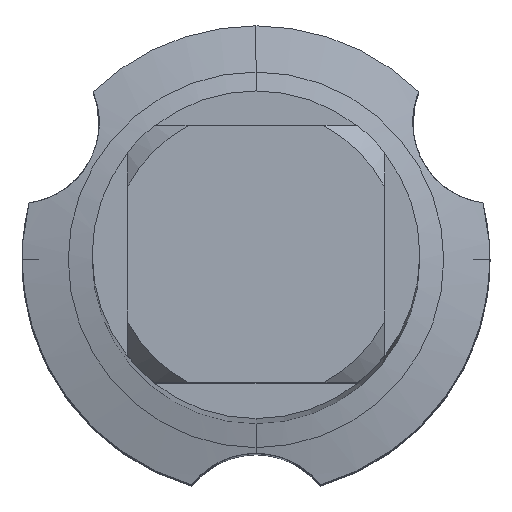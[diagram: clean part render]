
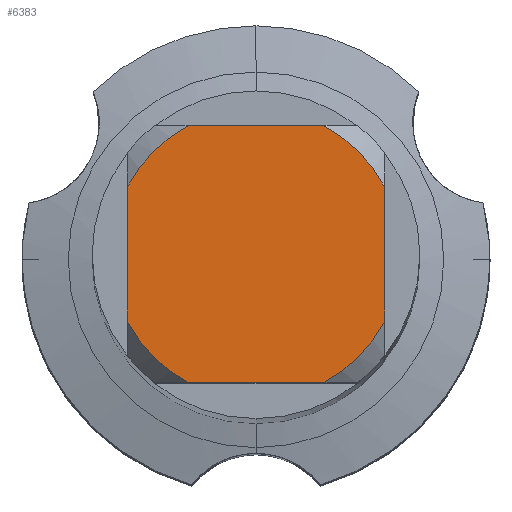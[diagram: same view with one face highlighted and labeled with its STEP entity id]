
A CAD part, top view. The second image highlights one B-rep face of the part: STEP entity #6383.
In plain terms, the highlighted planar face has unit normal (0, 0, 1).
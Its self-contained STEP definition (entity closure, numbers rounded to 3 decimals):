
#2489=VERTEX_POINT('',#7380);
#2675=EDGE_CURVE('',#5339,#2489,#7588,.T.);
#3007=EDGE_CURVE('',#4129,#7167,#7950,.T.);
#3129=EDGE_CURVE('',#6087,#3357,#8083,.T.);
#3357=VERTEX_POINT('',#8334);
#4129=VERTEX_POINT('',#9179);
#4157=EDGE_CURVE('',#4129,#6789,#9208,.T.);
#4375=EDGE_CURVE('',#5339,#3357,#9440,.T.);
#4761=VERTEX_POINT('',#9858);
#5339=VERTEX_POINT('',#10497);
#6087=VERTEX_POINT('',#11315);
#6129=EDGE_CURVE('',#4761,#2489,#11360,.T.);
#6239=EDGE_CURVE('',#6087,#6789,#11478,.T.);
#6383=ADVANCED_FACE('',(#11628),#11629,.T.);
#6715=EDGE_CURVE('',#4761,#7167,#11986,.T.);
#6789=VERTEX_POINT('',#12067);
#7167=VERTEX_POINT('',#12485);
#7380=CARTESIAN_POINT('',(-1.431,2.75,0.0));
#7588=LINE('',#13026,#13027);
#7950=CIRCLE('',#13683,3.1);
#8083=LINE('',#13920,#13921);
#8334=CARTESIAN_POINT('',(2.75,1.431,0.0));
#9179=CARTESIAN_POINT('',(-1.431,-2.75,0.0));
#9208=LINE('',#15890,#15891);
#9440=CIRCLE('',#16337,3.1);
#9858=CARTESIAN_POINT('',(-2.75,1.431,0.0));
#10497=CARTESIAN_POINT('',(1.431,2.75,0.0));
#11315=CARTESIAN_POINT('',(2.75,-1.431,0.0));
#11360=CIRCLE('',#19567,3.1);
#11478=CIRCLE('',#19763,3.1);
#11628=FACE_OUTER_BOUND('',#19971,.T.);
#11629=PLANE('',#19972);
#11986=LINE('',#20570,#20571);
#12067=CARTESIAN_POINT('',(1.431,-2.75,0.0));
#12485=CARTESIAN_POINT('',(-2.75,-1.431,0.0));
#13026=CARTESIAN_POINT('',(0.0,2.75,0.0));
#13027=VECTOR('',#21970,1.0);
#13683=AXIS2_PLACEMENT_3D('',#22376,#22377,#22378);
#13920=CARTESIAN_POINT('',(2.75,0.775,0.0));
#13921=VECTOR('',#22512,1.0);
#15890=CARTESIAN_POINT('',(0.0,-2.75,0.0));
#15891=VECTOR('',#23837,1.0);
#16337=AXIS2_PLACEMENT_3D('',#24035,#24036,#24037);
#19567=AXIS2_PLACEMENT_3D('',#26285,#26286,#26287);
#19763=AXIS2_PLACEMENT_3D('',#26397,#26398,#26399);
#19971=EDGE_LOOP('',(#26503,#26504,#26505,#26506,#26507,#26508,#26509,#26510));
#19972=AXIS2_PLACEMENT_3D('',#26511,#26512,#26513);
#20570=CARTESIAN_POINT('',(-2.75,0.775,0.0));
#20571=VECTOR('',#27053,1.0);
#21970=DIRECTION('',(-1.0,0.0,0.0));
#22376=CARTESIAN_POINT('',(0.0,0.0,0.0));
#22377=DIRECTION('',(0.0,0.0,-1.0));
#22378=DIRECTION('',(0.0,1.0,0.0));
#22512=DIRECTION('',(-0.0,1.0,0.0));
#23837=DIRECTION('',(1.0,0.0,0.0));
#24035=CARTESIAN_POINT('',(0.0,0.0,0.0));
#24036=DIRECTION('',(0.0,0.0,-1.0));
#24037=DIRECTION('',(0.0,1.0,0.0));
#26285=CARTESIAN_POINT('',(0.0,0.0,0.0));
#26286=DIRECTION('',(0.0,0.0,-1.0));
#26287=DIRECTION('',(0.0,1.0,0.0));
#26397=CARTESIAN_POINT('',(0.0,0.0,0.0));
#26398=DIRECTION('',(0.0,0.0,-1.0));
#26399=DIRECTION('',(0.0,1.0,0.0));
#26503=ORIENTED_EDGE('',*,*,#6715,.T.);
#26504=ORIENTED_EDGE('',*,*,#3007,.F.);
#26505=ORIENTED_EDGE('',*,*,#4157,.T.);
#26506=ORIENTED_EDGE('',*,*,#6239,.F.);
#26507=ORIENTED_EDGE('',*,*,#3129,.T.);
#26508=ORIENTED_EDGE('',*,*,#4375,.F.);
#26509=ORIENTED_EDGE('',*,*,#2675,.T.);
#26510=ORIENTED_EDGE('',*,*,#6129,.F.);
#26511=CARTESIAN_POINT('',(0.0,1.55,0.0));
#26512=DIRECTION('',(-0.0,0.0,1.0));
#26513=DIRECTION('',(0.0,-1.0,0.0));
#27053=DIRECTION('',(-0.0,-1.0,0.0));
